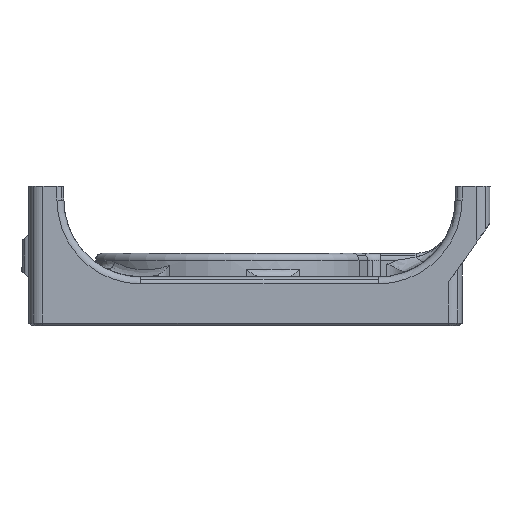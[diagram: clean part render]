
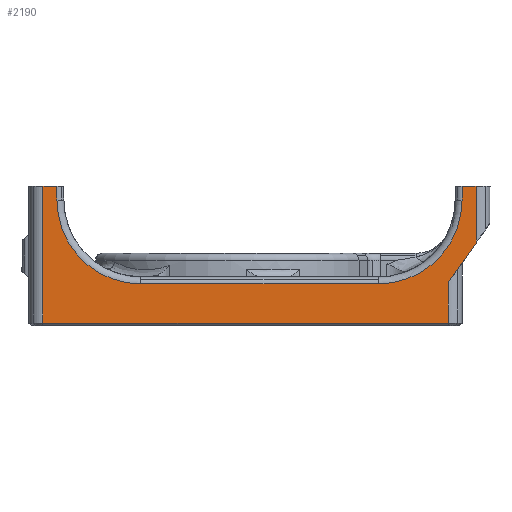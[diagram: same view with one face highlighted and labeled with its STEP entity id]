
A CAD part, left-side view. The second image highlights one B-rep face of the part: STEP entity #2190.
In plain terms, the highlighted planar face has unit normal (-1, 0, 0).
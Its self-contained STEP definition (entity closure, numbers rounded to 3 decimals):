
#180 = VERTEX_POINT ( 'NONE', #4676 ) ;
#232 = CARTESIAN_POINT ( 'NONE',  ( 0., 62., 18. ) ) ;
#239 = VERTEX_POINT ( 'NONE', #5601 ) ;
#362 = CARTESIAN_POINT ( 'NONE',  ( 0., 4., 20. ) ) ;
#565 = LINE ( 'NONE', #11756, #9173 ) ;
#759 = CARTESIAN_POINT ( 'NONE',  ( 0., 2., 11.856 ) ) ;
#1095 = LINE ( 'NONE', #10518, #3124 ) ;
#1151 = DIRECTION ( 'NONE',  ( 0., -1., 0. ) ) ;
#1161 = DIRECTION ( 'NONE',  ( -1., 0., 0. ) ) ;
#1209 = LINE ( 'NONE', #5981, #4118 ) ;
#1218 = CARTESIAN_POINT ( 'NONE',  ( 0., 4., 20. ) ) ;
#1409 = CARTESIAN_POINT ( 'NONE',  ( 0., 64., 20. ) ) ;
#1540 = CARTESIAN_POINT ( 'NONE',  ( 0., 50., 18. ) ) ;
#1632 = VECTOR ( 'NONE', #11442, 1000. ) ;
#1636 = EDGE_CURVE ( 'NONE', #6591, #7079, #565, .T. ) ;
#1652 = VERTEX_POINT ( 'NONE', #5401 ) ;
#1846 = CARTESIAN_POINT ( 'NONE',  ( 0., 6., 6.144 ) ) ;
#1984 = EDGE_CURVE ( 'NONE', #180, #1652, #7838, .T. ) ;
#2131 = EDGE_CURVE ( 'NONE', #5032, #7079, #6552, .T. ) ;
#2190 = ADVANCED_FACE ( 'NONE', ( #3051 ), #4827, .T. ) ;
#2275 = VECTOR ( 'NONE', #5134, 1000. ) ;
#2610 = DIRECTION ( 'NONE',  ( 0., -0.707, -0.707 ) ) ;
#2822 = DIRECTION ( 'NONE',  ( 0., 0., 1. ) ) ;
#3000 = VECTOR ( 'NONE', #10367, 1000. ) ;
#3051 = FACE_OUTER_BOUND ( 'NONE', #5228, .T. ) ;
#3124 = VECTOR ( 'NONE', #1151, 1000. ) ;
#3496 = ORIENTED_EDGE ( 'NONE', *, *, #3971, .T. ) ;
#3522 = DIRECTION ( 'NONE',  ( 1., 0., 0. ) ) ;
#3553 = CARTESIAN_POINT ( 'NONE',  ( 0., 4., 18. ) ) ;
#3764 = VERTEX_POINT ( 'NONE', #232 ) ;
#3827 = EDGE_CURVE ( 'NONE', #1652, #5032, #1209, .T. ) ;
#3971 = EDGE_CURVE ( 'NONE', #11700, #11134, #10962, .T. ) ;
#4118 = VECTOR ( 'NONE', #8787, 1000. ) ;
#4167 = CIRCLE ( 'NONE', #6325, 12. ) ;
#4278 = LINE ( 'NONE', #7152, #5165 ) ;
#4362 = VECTOR ( 'NONE', #8798, 1000. ) ;
#4654 = DIRECTION ( 'NONE',  ( 0., 0., -1. ) ) ;
#4676 = CARTESIAN_POINT ( 'NONE',  ( 0., 64., 20. ) ) ;
#4827 = PLANE ( 'NONE',  #9904 ) ;
#5032 = VERTEX_POINT ( 'NONE', #6524 ) ;
#5134 = DIRECTION ( 'NONE',  ( 0., 0., -1. ) ) ;
#5165 = VECTOR ( 'NONE', #8259, 1000. ) ;
#5228 = EDGE_LOOP ( 'NONE', ( #9443, #6946, #7090, #8849, #9461, #7155, #3496, #9162, #5686, #10843, #9473, #6339 ) ) ;
#5284 = VERTEX_POINT ( 'NONE', #9879 ) ;
#5325 = CARTESIAN_POINT ( 'NONE',  ( 0., 2., 20. ) ) ;
#5401 = CARTESIAN_POINT ( 'NONE',  ( 0., 64., 0.4 ) ) ;
#5601 = CARTESIAN_POINT ( 'NONE',  ( 0., 50., 6. ) ) ;
#5686 = ORIENTED_EDGE ( 'NONE', *, *, #11617, .T. ) ;
#5981 = CARTESIAN_POINT ( 'NONE',  ( 0., 49.5, 0.4 ) ) ;
#6012 = EDGE_CURVE ( 'NONE', #5284, #11700, #6901, .T. ) ;
#6120 = EDGE_CURVE ( 'NONE', #5284, #11611, #7705, .T. ) ;
#6236 = EDGE_CURVE ( 'NONE', #6591, #11611, #11793, .T. ) ;
#6325 = AXIS2_PLACEMENT_3D ( 'NONE', #1540, #7354, #10968 ) ;
#6339 = ORIENTED_EDGE ( 'NONE', *, *, #1984, .T. ) ;
#6389 = VECTOR ( 'NONE', #2822, 1000. ) ;
#6524 = CARTESIAN_POINT ( 'NONE',  ( 0., 6., 0.4 ) ) ;
#6552 = LINE ( 'NONE', #8624, #6389 ) ;
#6567 = LINE ( 'NONE', #6625, #3000 ) ;
#6591 = VERTEX_POINT ( 'NONE', #759 ) ;
#6625 = CARTESIAN_POINT ( 'NONE',  ( 0., 58., 6. ) ) ;
#6901 = LINE ( 'NONE', #362, #4362 ) ;
#6946 = ORIENTED_EDGE ( 'NONE', *, *, #2131, .T. ) ;
#7079 = VERTEX_POINT ( 'NONE', #1846 ) ;
#7090 = ORIENTED_EDGE ( 'NONE', *, *, #1636, .F. ) ;
#7152 = CARTESIAN_POINT ( 'NONE',  ( 0., 62., 21.5 ) ) ;
#7155 = ORIENTED_EDGE ( 'NONE', *, *, #6012, .T. ) ;
#7354 = DIRECTION ( 'NONE',  ( 1., 0., 0. ) ) ;
#7580 = EDGE_CURVE ( 'NONE', #180, #11943, #1095, .T. ) ;
#7705 = LINE ( 'NONE', #1218, #1632 ) ;
#7838 = LINE ( 'NONE', #1409, #2275 ) ;
#7916 = CARTESIAN_POINT ( 'NONE',  ( 0., 16., 6. ) ) ;
#8007 = DIRECTION ( 'NONE',  ( 0., 0., 1. ) ) ;
#8221 = AXIS2_PLACEMENT_3D ( 'NONE', #11842, #3522, #2610 ) ;
#8259 = DIRECTION ( 'NONE',  ( 0., 0., 1. ) ) ;
#8437 = EDGE_CURVE ( 'NONE', #3764, #11943, #4278, .T. ) ;
#8624 = CARTESIAN_POINT ( 'NONE',  ( 0., 6., 14.5 ) ) ;
#8787 = DIRECTION ( 'NONE',  ( 0., -1., 0. ) ) ;
#8798 = DIRECTION ( 'NONE',  ( 0., 0., -1. ) ) ;
#8849 = ORIENTED_EDGE ( 'NONE', *, *, #6236, .T. ) ;
#9162 = ORIENTED_EDGE ( 'NONE', *, *, #11392, .T. ) ;
#9173 = VECTOR ( 'NONE', #11881, 1000. ) ;
#9443 = ORIENTED_EDGE ( 'NONE', *, *, #3827, .T. ) ;
#9461 = ORIENTED_EDGE ( 'NONE', *, *, #6120, .F. ) ;
#9473 = ORIENTED_EDGE ( 'NONE', *, *, #7580, .F. ) ;
#9481 = CARTESIAN_POINT ( 'NONE',  ( 0., 66., 20. ) ) ;
#9781 = CARTESIAN_POINT ( 'NONE',  ( 0., 2., 20. ) ) ;
#9879 = CARTESIAN_POINT ( 'NONE',  ( 0., 4., 20. ) ) ;
#9904 = AXIS2_PLACEMENT_3D ( 'NONE', #9481, #1161, #4654 ) ;
#10367 = DIRECTION ( 'NONE',  ( 0., 1., 0. ) ) ;
#10518 = CARTESIAN_POINT ( 'NONE',  ( 0., 68., 20. ) ) ;
#10843 = ORIENTED_EDGE ( 'NONE', *, *, #8437, .T. ) ;
#10962 = CIRCLE ( 'NONE', #8221, 12. ) ;
#10968 = DIRECTION ( 'NONE',  ( 0., 0.707, -0.707 ) ) ;
#11134 = VERTEX_POINT ( 'NONE', #7916 ) ;
#11392 = EDGE_CURVE ( 'NONE', #11134, #239, #6567, .T. ) ;
#11442 = DIRECTION ( 'NONE',  ( 0., -1., 0. ) ) ;
#11507 = CARTESIAN_POINT ( 'NONE',  ( 0., 62., 20. ) ) ;
#11611 = VERTEX_POINT ( 'NONE', #5325 ) ;
#11617 = EDGE_CURVE ( 'NONE', #239, #3764, #4167, .T. ) ;
#11700 = VERTEX_POINT ( 'NONE', #3553 ) ;
#11756 = CARTESIAN_POINT ( 'NONE',  ( 0., 9.615, 0.982 ) ) ;
#11793 = LINE ( 'NONE', #9781, #11985 ) ;
#11842 = CARTESIAN_POINT ( 'NONE',  ( 0., 16., 18. ) ) ;
#11881 = DIRECTION ( 'NONE',  ( 0., 0.574, -0.819 ) ) ;
#11943 = VERTEX_POINT ( 'NONE', #11507 ) ;
#11985 = VECTOR ( 'NONE', #8007, 1000. ) ;
